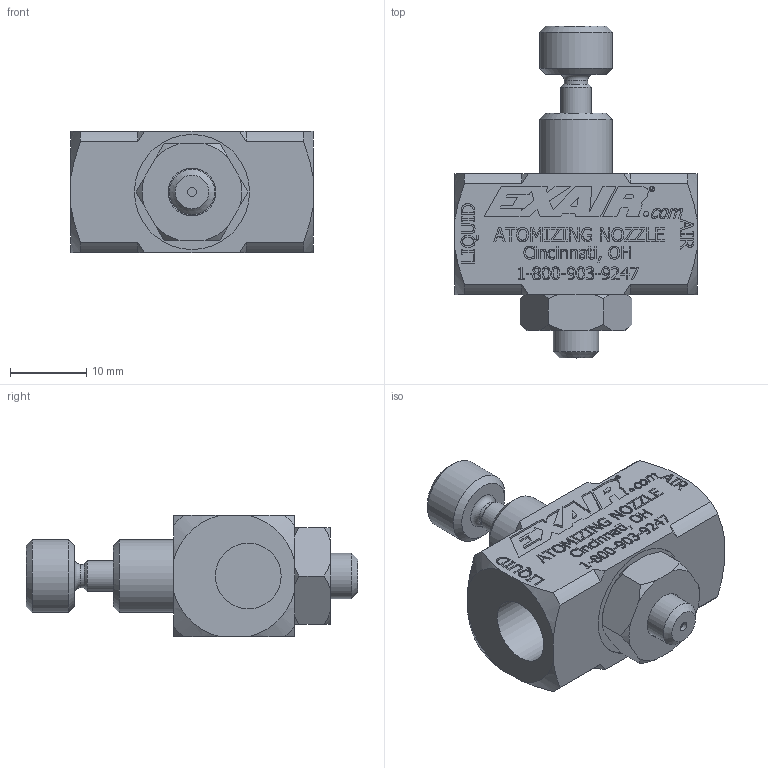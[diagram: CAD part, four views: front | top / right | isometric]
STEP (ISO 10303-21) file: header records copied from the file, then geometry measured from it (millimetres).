
FILE_DESCRIPTION(/* description */ (''),/* implementation_level */ '2;1');
FILE_NAME(/* name */ 'AN8010SS.stp',/* time_stamp */ '2017-03-24T09:42:45-04:00',/* author */ ('Adam Laub'),/* organization */ (''),/* preprocessor_version */ 'ST-DEVELOPER v16.5',/* originating_system */ 'Autodesk Inventor 2017',/* authorisation */ '');
FILE_SCHEMA (('AUTOMOTIVE_DESIGN { 1 0 10303 214 3 1 1 }'));
Length unit declared in the file: inch
Products named in the file (6): AN8010SS; 901802-DIM; 901804-DIM; 901803; 901748-DIM; 901741-N10-DIM
Assembly tree (5 placements, depth 2):
  AN8010SS
    901802-DIM
    901804-DIM
    901803
    901748-DIM
    901741-N10-DIM
Bounding box: 31.75 x 43.53 x 15.88 mm (x, y, z)
Volume: 9098.3 mm3; surface area: 5114.7 mm2
Topology: 5 solids, 7 shells, 1338 faces, 3572 edges, 2378 vertices
Faces by surface type: plane 819, bspline 441, cone 39, cylinder 38, torus 1
Full cylindrical faces by diameter (mm): 1.194 x1, 1.981 x1, 3.048 x1, 3.607 x1, 4.006 x1, 5.842 x2, 5.953 x1, 6.159 x1, 6.248 x1, 6.35 x1, 7.938 x1, 8.204 x1, 8.611 x2, 9.525 x3, 9.922 x1, 11.112 x1, 15.088 x1
Entity records: 43620 total; most frequent: CARTESIAN_POINT 13283, ORIENTED_EDGE 7070, DIRECTION 4512, EDGE_CURVE 3535, LINE 2494, VECTOR 2494, VERTEX_POINT 2374, EDGE_LOOP 1501
